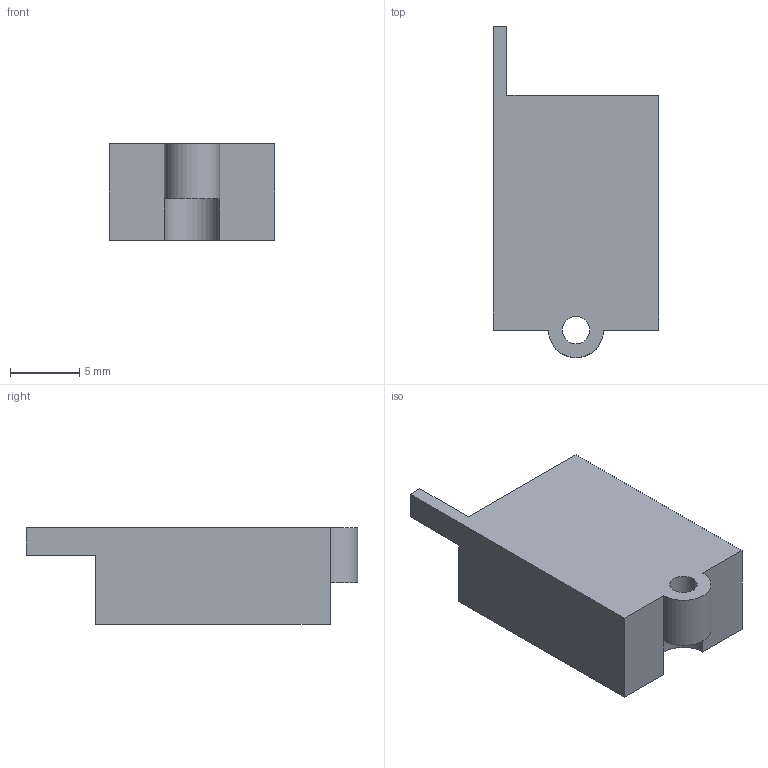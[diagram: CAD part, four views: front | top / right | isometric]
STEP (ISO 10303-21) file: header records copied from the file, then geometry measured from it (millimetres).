
FILE_DESCRIPTION(('produced by SPATIAL CORP'),'2;1');
FILE_NAME( 'base_ccd.prt.hh.sat.stp', '2002-04-19T13:51:15+00:00',('SPATIAL CORP'),('SPATIAL CORP'), 'ACIS STEP Husk','http://www.spatial.com','SPATIAL CORP');
FILE_SCHEMA(('CONFIG_CONTROL_DESIGN'));
Length unit declared in the file: millimetre
Products named in the file (1): PRODUCT_ID_1
Bounding box: 12 x 24 x 7 mm (x, y, z)
Volume: 1431.7 mm3; surface area: 891.4 mm2
Topology: 1 solids, 1 shells, 15 faces, 37 edges, 24 vertices
Faces by surface type: plane 11, cylinder 4
Entity records: 532 total; most frequent: CARTESIAN_POINT 76, DIRECTION 75, ORIENTED_EDGE 74, EDGE_CURVE 37, VECTOR 29, LINE 29, VERTEX_POINT 24, AXIS2_PLACEMENT_3D 23
